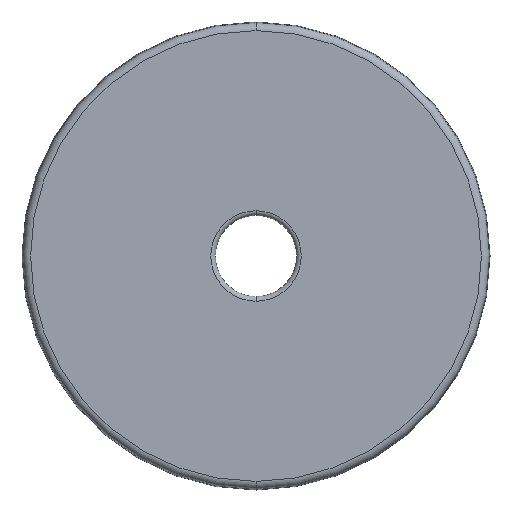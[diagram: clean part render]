
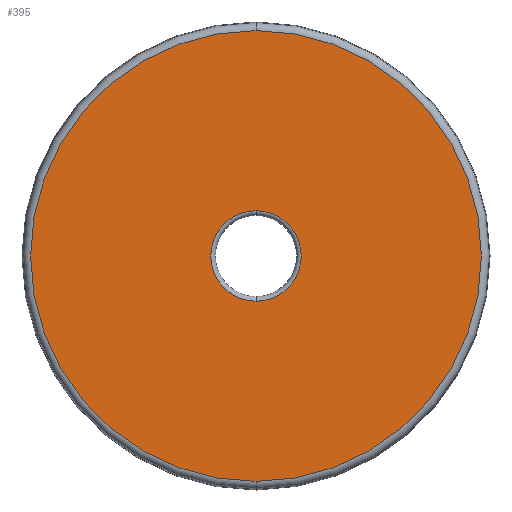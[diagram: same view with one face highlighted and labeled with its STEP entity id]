
A CAD part, front view. The second image highlights one B-rep face of the part: STEP entity #395.
In plain terms, the highlighted planar face has unit normal (0, -1, 0).
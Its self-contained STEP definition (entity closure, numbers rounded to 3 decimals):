
#82=CARTESIAN_POINT('',(0.,-1.5,0.));
#83=DIRECTION('',(0.,-1.,0.));
#84=DIRECTION('',(0.,0.,1.));
#85=AXIS2_PLACEMENT_3D('',#82,#83,#84);
#90=CARTESIAN_POINT('',(0.,-1.5,0.));
#91=DIRECTION('',(0.,-1.,0.));
#92=DIRECTION('',(0.,0.,-1.));
#93=AXIS2_PLACEMENT_3D('',#90,#91,#92);
#98=CARTESIAN_POINT('',(0.,-1.5,0.));
#99=DIRECTION('',(0.,1.,0.));
#100=DIRECTION('',(0.,0.,1.));
#101=AXIS2_PLACEMENT_3D('',#98,#99,#100);
#106=CARTESIAN_POINT('',(0.,-1.5,0.));
#107=DIRECTION('',(0.,1.,0.));
#108=DIRECTION('',(0.,0.,-1.));
#109=AXIS2_PLACEMENT_3D('',#106,#107,#108);
#304=CARTESIAN_POINT('',(0.,-1.5,14.447));
#305=CARTESIAN_POINT('',(0.,-1.5,-14.447));
#306=VERTEX_POINT('',#304);
#307=VERTEX_POINT('',#305);
#312=CARTESIAN_POINT('',(0.,-1.5,2.9));
#313=CARTESIAN_POINT('',(0.,-1.5,-2.9));
#314=VERTEX_POINT('',#312);
#315=VERTEX_POINT('',#313);
#380=CARTESIAN_POINT('',(0.,-1.5,0.));
#381=DIRECTION('',(0.,1.,0.));
#382=DIRECTION('',(0.,0.,1.));
#383=AXIS2_PLACEMENT_3D('',#380,#381,#382);
#384=PLANE('',#383);
#386=ORIENTED_EDGE('',*,*,#385,.F.);
#388=ORIENTED_EDGE('',*,*,#387,.F.);
#389=EDGE_LOOP('',(#386,#388));
#390=FACE_OUTER_BOUND('',#389,.F.);
#391=ORIENTED_EDGE('',*,*,#331,.F.);
#392=ORIENTED_EDGE('',*,*,#373,.F.);
#393=EDGE_LOOP('',(#391,#392));
#394=FACE_BOUND('',#393,.F.);
#395=ADVANCED_FACE('',(#390,#394),#384,.F.);
#86=CIRCLE('',#85,14.447);
#94=CIRCLE('',#93,14.447);
#102=CIRCLE('',#101,2.9);
#110=CIRCLE('',#109,2.9);
#331=EDGE_CURVE('',#314,#315,#102,.T.);
#373=EDGE_CURVE('',#315,#314,#110,.T.);
#385=EDGE_CURVE('',#306,#307,#86,.T.);
#387=EDGE_CURVE('',#307,#306,#94,.T.);
